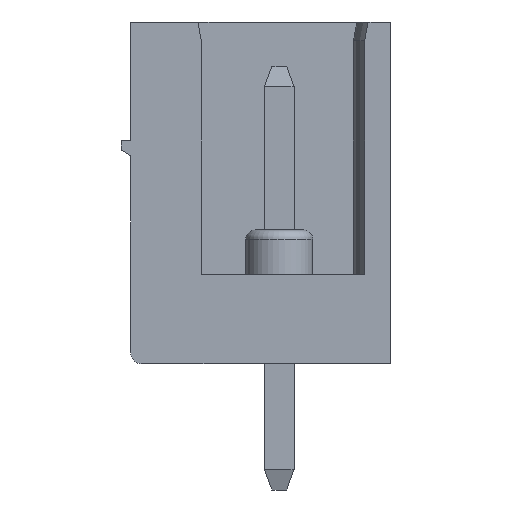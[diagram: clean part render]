
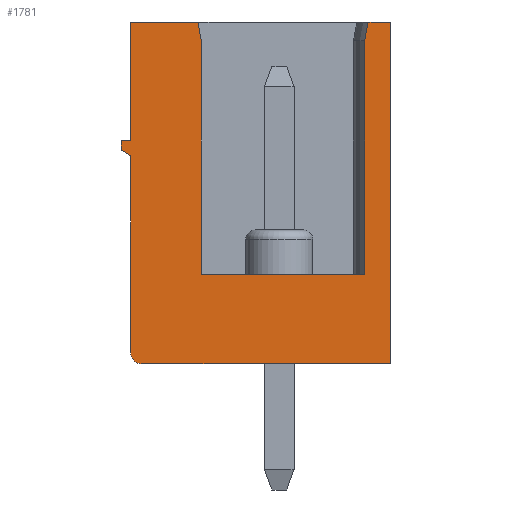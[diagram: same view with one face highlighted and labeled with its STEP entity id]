
A CAD part, left-side view. The second image highlights one B-rep face of the part: STEP entity #1781.
In plain terms, the highlighted planar face has unit normal (-1, 0, 0).
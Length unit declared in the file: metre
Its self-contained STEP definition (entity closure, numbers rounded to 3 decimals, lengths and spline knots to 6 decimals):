
#1781=ADVANCED_FACE('',(#3726),#3727,.F.);
#3726=FACE_OUTER_BOUND('',#5800,.T.);
#3727=PLANE('',#5801);
#5800=EDGE_LOOP('',(#11189,#11190,#11191,#11192,#11193,#11194,#11195,#11196,#11197,#11198,#11199,#11200,#11201,#11202,#11203));
#5801=AXIS2_PLACEMENT_3D('',#11204,#11205,#11206);
#11189=ORIENTED_EDGE('',*,*,#12355,.T.);
#11190=ORIENTED_EDGE('',*,*,#12659,.F.);
#11191=ORIENTED_EDGE('',*,*,#12561,.F.);
#11192=ORIENTED_EDGE('',*,*,#12401,.F.);
#11193=ORIENTED_EDGE('',*,*,#14242,.T.);
#11194=ORIENTED_EDGE('',*,*,#14308,.T.);
#11195=ORIENTED_EDGE('',*,*,#14319,.F.);
#11196=ORIENTED_EDGE('',*,*,#14193,.T.);
#11197=ORIENTED_EDGE('',*,*,#14278,.F.);
#11198=ORIENTED_EDGE('',*,*,#12387,.F.);
#11199=ORIENTED_EDGE('',*,*,#12343,.F.);
#11200=ORIENTED_EDGE('',*,*,#12335,.F.);
#11201=ORIENTED_EDGE('',*,*,#12339,.F.);
#11202=ORIENTED_EDGE('',*,*,#12347,.F.);
#11203=ORIENTED_EDGE('',*,*,#12351,.F.);
#11204=CARTESIAN_POINT('',(-1.086627,0.01086,0.000933));
#11205=DIRECTION('',(1.0,0.0,0.0));
#11206=DIRECTION('',(0.0,1.0,-0.0));
#12335=EDGE_CURVE('',#14729,#14725,#14731,.T.);
#12339=EDGE_CURVE('',#14735,#14729,#14737,.T.);
#12343=EDGE_CURVE('',#14725,#14740,#14743,.T.);
#12347=EDGE_CURVE('',#14747,#14735,#14749,.T.);
#12351=EDGE_CURVE('',#14753,#14747,#14755,.T.);
#12355=EDGE_CURVE('',#14753,#14759,#14761,.F.);
#12387=EDGE_CURVE('',#14740,#14823,#14824,.T.);
#12401=EDGE_CURVE('',#14849,#14792,#14851,.T.);
#12561=EDGE_CURVE('',#14792,#15169,#15170,.T.);
#12659=EDGE_CURVE('',#15169,#14759,#15343,.T.);
#14193=EDGE_CURVE('',#17486,#17487,#17488,.T.);
#14242=EDGE_CURVE('',#14849,#17559,#17560,.T.);
#14278=EDGE_CURVE('',#14823,#17487,#17606,.T.);
#14308=EDGE_CURVE('',#17559,#17639,#17640,.T.);
#14319=EDGE_CURVE('',#17486,#17639,#17651,.T.);
#14725=VERTEX_POINT('',#18213);
#14729=VERTEX_POINT('',#18219);
#14731=LINE('',#18222,#18223);
#14735=VERTEX_POINT('',#18228);
#14737=LINE('',#18231,#18232);
#14740=VERTEX_POINT('',#18235);
#14743=LINE('',#18240,#18241);
#14747=VERTEX_POINT('',#18246);
#14749=LINE('',#18249,#18250);
#14753=VERTEX_POINT('',#18255);
#14755=LINE('',#18258,#18259);
#14759=VERTEX_POINT('',#18263);
#14761=CIRCLE('',#18266,0.0003);
#14792=VERTEX_POINT('',#18310);
#14823=VERTEX_POINT('',#18356);
#14824=LINE('',#18357,#18358);
#14849=VERTEX_POINT('',#18394);
#14851=LINE('',#18397,#18398);
#15169=VERTEX_POINT('',#18861);
#15170=LINE('',#18862,#18863);
#15343=LINE('',#19128,#19129);
#17486=VERTEX_POINT('',#22306);
#17487=VERTEX_POINT('',#22307);
#17488=LINE('',#22308,#22309);
#17559=VERTEX_POINT('',#22414);
#17560=LINE('',#22415,#22416);
#17606=LINE('',#22483,#22484);
#17639=VERTEX_POINT('',#22532);
#17640=LINE('',#22533,#22534);
#17651=LINE('',#22548,#22549);
#18213=CARTESIAN_POINT('',(-1.086627,0.01086,-0.002267));
#18219=CARTESIAN_POINT('',(-1.086627,0.01111,-0.002267));
#18222=CARTESIAN_POINT('',(-1.086627,0.01086,-0.002267));
#18223=VECTOR('',#23379,1.0);
#18228=CARTESIAN_POINT('',(-1.086627,0.01111,-0.002517));
#18231=CARTESIAN_POINT('',(-1.086627,0.01111,-0.002267));
#18232=VECTOR('',#23382,1.0);
#18235=CARTESIAN_POINT('',(-1.086627,0.01086,0.000933));
#18240=CARTESIAN_POINT('',(-1.086627,0.01086,0.000933));
#18241=VECTOR('',#23385,1.0);
#18246=CARTESIAN_POINT('',(-1.086627,0.01086,-0.002667));
#18249=CARTESIAN_POINT('',(-1.086627,0.01111,-0.002517));
#18250=VECTOR('',#23388,1.0);
#18255=CARTESIAN_POINT('',(-1.086627,0.01086,-0.007967));
#18258=CARTESIAN_POINT('',(-1.086627,0.01086,-0.002667));
#18259=VECTOR('',#23391,1.0);
#18263=CARTESIAN_POINT('',(-1.086627,0.01056,-0.008267));
#18266=AXIS2_PLACEMENT_3D('',#23396,#23397,#23398);
#18310=CARTESIAN_POINT('',(-1.086627,0.00386,0.000933));
#18356=CARTESIAN_POINT('',(-1.086627,0.009048,0.000933));
#18357=CARTESIAN_POINT('',(-1.086627,0.00386,0.000933));
#18358=VECTOR('',#23433,1.0);
#18394=CARTESIAN_POINT('',(-1.086627,0.004471,0.000933));
#18397=CARTESIAN_POINT('',(-1.086627,0.00386,0.000933));
#18398=VECTOR('',#23449,1.0);
#18861=CARTESIAN_POINT('',(-1.086627,0.00386,-0.008267));
#18862=CARTESIAN_POINT('',(-1.086627,0.00386,-0.008267));
#18863=VECTOR('',#23634,1.0);
#19128=CARTESIAN_POINT('',(-1.086627,0.01056,-0.008267));
#19129=VECTOR('',#23739,1.0);
#22306=CARTESIAN_POINT('',(-1.086627,0.00896,-0.005867));
#22307=CARTESIAN_POINT('',(-1.086627,0.00896,0.000433));
#22308=CARTESIAN_POINT('',(-1.086627,0.00896,-0.005567));
#22309=VECTOR('',#24858,1.0);
#22414=CARTESIAN_POINT('',(-1.086627,0.00456,0.000433));
#22415=CARTESIAN_POINT('',(-1.086627,0.005565,-0.005267));
#22416=VECTOR('',#24896,1.0);
#22483=CARTESIAN_POINT('',(-1.086627,0.009048,0.000933));
#22484=VECTOR('',#24924,1.0);
#22532=CARTESIAN_POINT('',(-1.086627,0.00456,-0.005867));
#22533=CARTESIAN_POINT('',(-1.086627,0.00456,-0.005567));
#22534=VECTOR('',#24943,1.0);
#22548=CARTESIAN_POINT('',(-1.086627,0.00386,-0.005867));
#22549=VECTOR('',#24947,1.0);
#23379=DIRECTION('',(0.0,-1.0,0.));
#23382=DIRECTION('',(0.0,0.,1.0));
#23385=DIRECTION('',(0.0,0.,1.0));
#23388=DIRECTION('',(0.0,0.857,0.514));
#23391=DIRECTION('',(0.0,0.,1.0));
#23396=CARTESIAN_POINT('',(-1.086627,0.01056,-0.007967));
#23397=DIRECTION('',(1.0,0.0,0.0));
#23398=DIRECTION('',(0.0,0.0,-1.0));
#23433=DIRECTION('',(0.0,-1.0,0.));
#23449=DIRECTION('',(0.0,-1.0,0.));
#23634=DIRECTION('',(0.0,0.,-1.0));
#23739=DIRECTION('',(0.0,1.0,0.));
#24858=DIRECTION('',(0.0,0.,1.0));
#24896=DIRECTION('',(0.0,0.174,-0.985));
#24924=DIRECTION('',(0.0,-0.174,-0.985));
#24943=DIRECTION('',(0.0,0.,-1.0));
#24947=DIRECTION('',(0.0,-1.0,0.));
